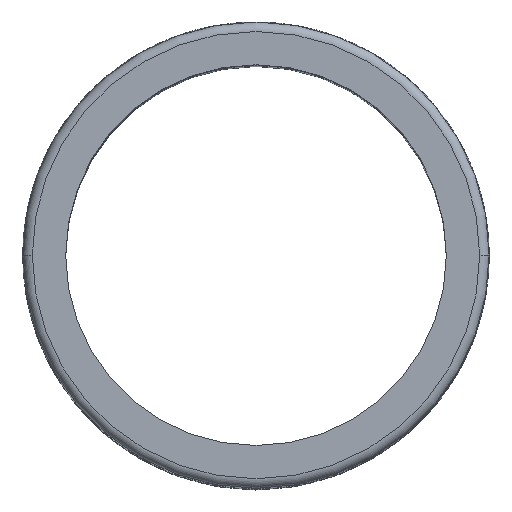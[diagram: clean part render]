
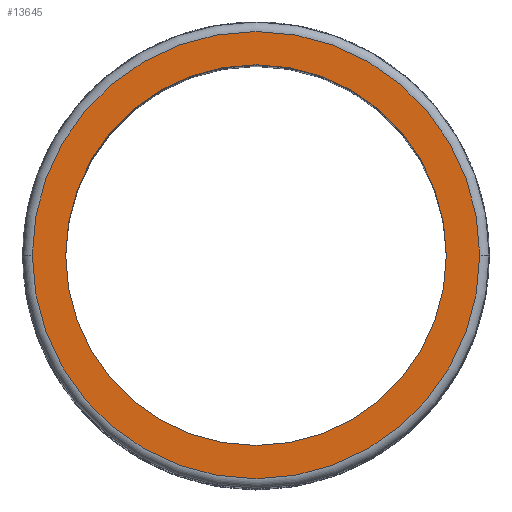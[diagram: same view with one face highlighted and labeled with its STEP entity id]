
A CAD part, top view. The second image highlights one B-rep face of the part: STEP entity #13645.
In plain terms, the highlighted planar face has unit normal (0, 0, 1).
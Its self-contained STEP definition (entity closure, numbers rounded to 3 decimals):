
#2585 = CARTESIAN_POINT ( 'NONE',  ( 23.5, 0., 0. ) ) ;
#2594 = ORIENTED_EDGE ( 'NONE', *, *, #18355, .T. ) ;
#3346 = EDGE_CURVE ( 'NONE', #18135, #42913, #36109, .T. ) ;
#5646 = CARTESIAN_POINT ( 'NONE',  ( -23.5, 0., 0. ) ) ;
#7001 = DIRECTION ( 'NONE',  ( 0., 0., 1. ) ) ;
#7547 = CIRCLE ( 'NONE', #28037, 20. ) ;
#8290 = CARTESIAN_POINT ( 'NONE',  ( 20., 0., 0. ) ) ;
#9641 = AXIS2_PLACEMENT_3D ( 'NONE', #31486, #35550, #42774 ) ;
#10704 = FACE_BOUND ( 'NONE', #13530, .T. ) ;
#10881 = ORIENTED_EDGE ( 'NONE', *, *, #25864, .T. ) ;
#11000 = ORIENTED_EDGE ( 'NONE', *, *, #3346, .F. ) ;
#11318 = DIRECTION ( 'NONE',  ( 1., 0., 0. ) ) ;
#13530 = EDGE_LOOP ( 'NONE', ( #11000, #33305 ) ) ;
#13645 = ADVANCED_FACE ( 'NONE', ( #39339, #10704 ), #44806, .T. ) ;
#13949 = CIRCLE ( 'NONE', #9641, 23.5 ) ;
#17638 = CIRCLE ( 'NONE', #33777, 23.5 ) ;
#18135 = VERTEX_POINT ( 'NONE', #8290 ) ;
#18355 = EDGE_CURVE ( 'NONE', #38335, #30722, #13949, .T. ) ;
#19395 = CARTESIAN_POINT ( 'NONE',  ( 0., 0., 0. ) ) ;
#19687 = DIRECTION ( 'NONE',  ( 1., 0., 0. ) ) ;
#19916 = DIRECTION ( 'NONE',  ( 1., 0., 0. ) ) ;
#22299 = CARTESIAN_POINT ( 'NONE',  ( 0., 0., 0. ) ) ;
#24200 = EDGE_CURVE ( 'NONE', #42913, #18135, #7547, .T. ) ;
#24470 = AXIS2_PLACEMENT_3D ( 'NONE', #43271, #7001, #24911 ) ;
#24911 = DIRECTION ( 'NONE',  ( 1., 0., 0. ) ) ;
#25864 = EDGE_CURVE ( 'NONE', #30722, #38335, #17638, .T. ) ;
#28037 = AXIS2_PLACEMENT_3D ( 'NONE', #22299, #29017, #11318 ) ;
#29017 = DIRECTION ( 'NONE',  ( 0., 0., 1. ) ) ;
#30722 = VERTEX_POINT ( 'NONE', #5646 ) ;
#31486 = CARTESIAN_POINT ( 'NONE',  ( 0., 0., 0. ) ) ;
#33305 = ORIENTED_EDGE ( 'NONE', *, *, #24200, .F. ) ;
#33777 = AXIS2_PLACEMENT_3D ( 'NONE', #37819, #37666, #19916 ) ;
#34148 = DIRECTION ( 'NONE',  ( 0., 0., 1. ) ) ;
#35385 = AXIS2_PLACEMENT_3D ( 'NONE', #19395, #34148, #19687 ) ;
#35550 = DIRECTION ( 'NONE',  ( 0., 0., 1. ) ) ;
#36109 = CIRCLE ( 'NONE', #24470, 20. ) ;
#37666 = DIRECTION ( 'NONE',  ( 0., 0., 1. ) ) ;
#37819 = CARTESIAN_POINT ( 'NONE',  ( 0., 0., 0. ) ) ;
#38335 = VERTEX_POINT ( 'NONE', #2585 ) ;
#39339 = FACE_OUTER_BOUND ( 'NONE', #46240, .T. ) ;
#42774 = DIRECTION ( 'NONE',  ( 1., 0., 0. ) ) ;
#42913 = VERTEX_POINT ( 'NONE', #46545 ) ;
#43271 = CARTESIAN_POINT ( 'NONE',  ( 0., 0., 0. ) ) ;
#44806 = PLANE ( 'NONE',  #35385 ) ;
#46240 = EDGE_LOOP ( 'NONE', ( #2594, #10881 ) ) ;
#46545 = CARTESIAN_POINT ( 'NONE',  ( -20., 0., 0. ) ) ;
